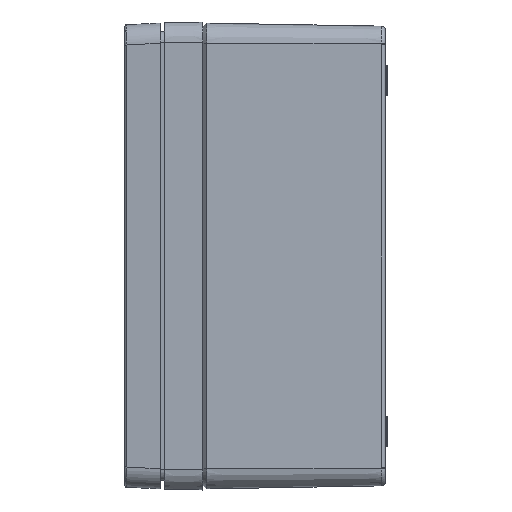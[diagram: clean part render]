
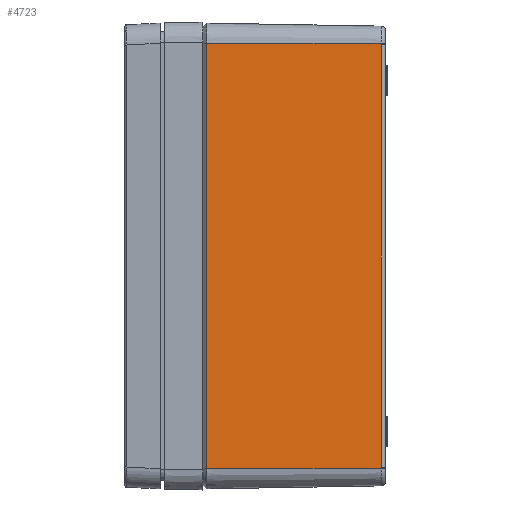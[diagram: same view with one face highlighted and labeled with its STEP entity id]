
A CAD part, left-side view. The second image highlights one B-rep face of the part: STEP entity #4723.
In plain terms, the highlighted planar face has unit normal (-1, -0.018, 0).
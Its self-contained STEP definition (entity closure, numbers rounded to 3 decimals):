
#371 = ORIENTED_EDGE ( 'NONE', *, *, #24395, .T. ) ;
#913 = CARTESIAN_POINT ( 'NONE',  ( -198.463, -88.035, 105. ) ) ;
#1016 = CARTESIAN_POINT ( 'NONE',  ( -199.969, -1.8, -105. ) ) ;
#1399 = CARTESIAN_POINT ( 'NONE',  ( -198.463, -88.035, -104.423 ) ) ;
#2391 = VECTOR ( 'NONE', #58754, 1000. ) ;
#2496 = LINE ( 'NONE', #58981, #15252 ) ;
#3193 = CARTESIAN_POINT ( 'NONE',  ( -198.463, -88.035, 104.368 ) ) ;
#4723 = ADVANCED_FACE ( 'NONE', ( #56027 ), #56521, .T. ) ;
#6288 = CARTESIAN_POINT ( 'NONE',  ( -198.463, -88.035, -105. ) ) ;
#6297 = DIRECTION ( 'NONE',  ( -0.017, 1., 0. ) ) ;
#6305 = LINE ( 'NONE', #30208, #2391 ) ;
#6325 = ORIENTED_EDGE ( 'NONE', *, *, #40367, .T. ) ;
#6564 = CARTESIAN_POINT ( 'NONE',  ( -198.463, -88.035, 104.314 ) ) ;
#7338 = VECTOR ( 'NONE', #26594, 1000. ) ;
#9582 = CARTESIAN_POINT ( 'NONE',  ( -199.969, -1.8, -105. ) ) ;
#11902 = CARTESIAN_POINT ( 'NONE',  ( -200., 0., 105. ) ) ;
#12276 = ORIENTED_EDGE ( 'NONE', *, *, #56252, .F. ) ;
#12287 = ORIENTED_EDGE ( 'NONE', *, *, #26126, .T. ) ;
#15252 = VECTOR ( 'NONE', #6297, 1000. ) ;
#15338 = CARTESIAN_POINT ( 'NONE',  ( -198.463, -88.035, 104.651 ) ) ;
#15501 = B_SPLINE_CURVE_WITH_KNOTS ( 'NONE', 3,
 ( #39778, #60487, #21665, #35004, #1399, #29969, #25189 ),
 .UNSPECIFIED., .F., .F.,
 ( 4, 3, 4 ),
 ( 0., 0.001, 0.001 ),
 .UNSPECIFIED. ) ;
#16931 = AXIS2_PLACEMENT_3D ( 'NONE', #47365, #23198, #51742 ) ;
#17113 = CARTESIAN_POINT ( 'NONE',  ( -199.969, -1.8, 105. ) ) ;
#18927 = ORIENTED_EDGE ( 'NONE', *, *, #23131, .T. ) ;
#19619 = VECTOR ( 'NONE', #33113, 1000. ) ;
#20770 = CARTESIAN_POINT ( 'NONE',  ( -198.463, -88.035, 104.423 ) ) ;
#21665 = CARTESIAN_POINT ( 'NONE',  ( -198.463, -88.035, -104.651 ) ) ;
#23131 = EDGE_CURVE ( 'NONE', #38211, #57554, #55269, .T. ) ;
#23198 = DIRECTION ( 'NONE',  ( -1., -0.017, 0. ) ) ;
#24395 = EDGE_CURVE ( 'NONE', #28226, #38211, #57997, .T. ) ;
#25189 = CARTESIAN_POINT ( 'NONE',  ( -198.463, -88.035, -104.314 ) ) ;
#26126 = EDGE_CURVE ( 'NONE', #52974, #60172, #15501, .T. ) ;
#26594 = DIRECTION ( 'NONE',  ( -0.017, 1., 0. ) ) ;
#28226 = VERTEX_POINT ( 'NONE', #913 ) ;
#29969 = CARTESIAN_POINT ( 'NONE',  ( -198.463, -88.035, -104.368 ) ) ;
#30208 = CARTESIAN_POINT ( 'NONE',  ( -198.463, -88.035, -105. ) ) ;
#33113 = DIRECTION ( 'NONE',  ( 0., 0., -1. ) ) ;
#35004 = CARTESIAN_POINT ( 'NONE',  ( -198.463, -88.035, -104.477 ) ) ;
#38211 = VERTEX_POINT ( 'NONE', #17113 ) ;
#39778 = CARTESIAN_POINT ( 'NONE',  ( -198.463, -88.035, -105. ) ) ;
#40367 = EDGE_CURVE ( 'NONE', #60172, #58789, #6305, .T. ) ;
#41040 = ORIENTED_EDGE ( 'NONE', *, *, #43082, .T. ) ;
#41553 = CARTESIAN_POINT ( 'NONE',  ( -198.463, -88.035, 104.314 ) ) ;
#43082 = EDGE_CURVE ( 'NONE', #58789, #28226, #50902, .T. ) ;
#44517 = CARTESIAN_POINT ( 'NONE',  ( -198.463, -88.035, 104.477 ) ) ;
#47365 = CARTESIAN_POINT ( 'NONE',  ( -200., 0., -105. ) ) ;
#48421 = CARTESIAN_POINT ( 'NONE',  ( -198.463, -88.035, -104.314 ) ) ;
#49225 = CARTESIAN_POINT ( 'NONE',  ( -198.463, -88.035, 104.826 ) ) ;
#49421 = CARTESIAN_POINT ( 'NONE',  ( -198.463, -88.035, 105. ) ) ;
#50902 = B_SPLINE_CURVE_WITH_KNOTS ( 'NONE', 3,
 ( #41553, #3193, #20770, #44517, #15338, #49225, #49421 ),
 .UNSPECIFIED., .F., .F.,
 ( 4, 3, 4 ),
 ( 0., 0., 0.001 ),
 .UNSPECIFIED. ) ;
#51742 = DIRECTION ( 'NONE',  ( 0.017, -1., 0. ) ) ;
#52974 = VERTEX_POINT ( 'NONE', #6288 ) ;
#55269 = LINE ( 'NONE', #9582, #19619 ) ;
#56027 = FACE_OUTER_BOUND ( 'NONE', #60322, .T. ) ;
#56252 = EDGE_CURVE ( 'NONE', #52974, #57554, #2496, .T. ) ;
#56521 = PLANE ( 'NONE',  #16931 ) ;
#57554 = VERTEX_POINT ( 'NONE', #1016 ) ;
#57997 = LINE ( 'NONE', #11902, #7338 ) ;
#58754 = DIRECTION ( 'NONE',  ( 0., 0., 1. ) ) ;
#58789 = VERTEX_POINT ( 'NONE', #6564 ) ;
#58981 = CARTESIAN_POINT ( 'NONE',  ( -200., 0., -105. ) ) ;
#60172 = VERTEX_POINT ( 'NONE', #48421 ) ;
#60322 = EDGE_LOOP ( 'NONE', ( #371, #18927, #12276, #12287, #6325, #41040 ) ) ;
#60487 = CARTESIAN_POINT ( 'NONE',  ( -198.463, -88.035, -104.826 ) ) ;
